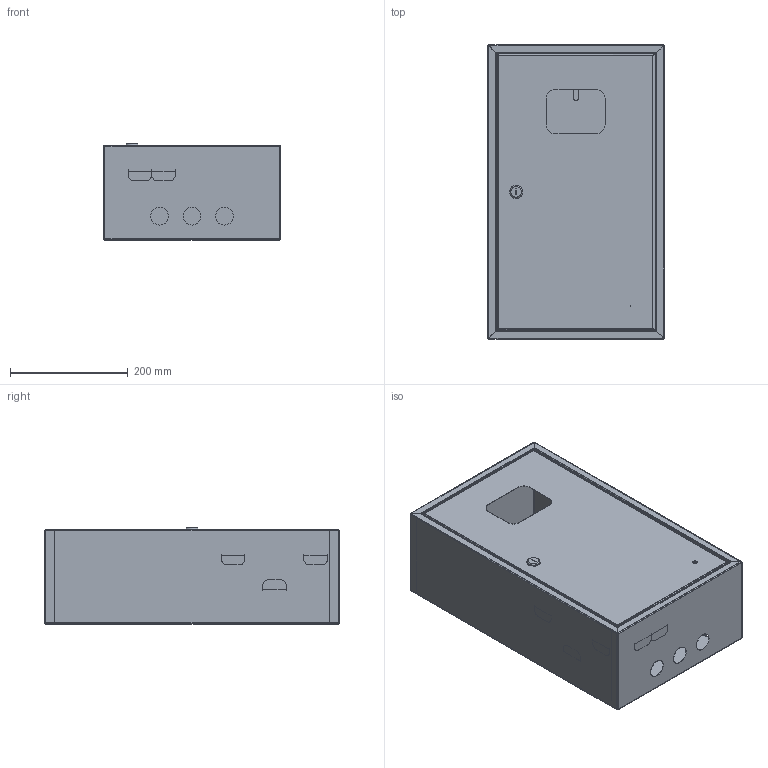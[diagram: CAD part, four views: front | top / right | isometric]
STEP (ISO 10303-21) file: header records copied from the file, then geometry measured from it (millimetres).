
FILE_DESCRIPTION (( 'STEP AP214' ), '1' );
FILE_NAME ('棞蚐 3-12 IP31 (500x300x160) EKF Basic.STEP', '2022-02-06T18:53:45', ( '' ), ( '' ), 'SwSTEP 2.0', 'SolidWorks 2021', '' );
FILE_SCHEMA (( 'AUTOMOTIVE_DESIGN' ));
Length unit declared in the file: millimetre
Products named in the file (25): ÌÈ-1716.01.01.001 Ñòåíêà ïðàâàÿ; 昈-1676.00.00.002 赶鎀鍧; Øïèëüêà Ì6õ12; ÌÈ-1716.01.02.000 ÑÁ Ñòåíêà ëåâàÿ â ñáîðå; pan head cross recess screw_din_ISO 7045 - M4 x 16 - Z --- 16N; ÌÈ-1716.04.00.001 Ïàíåëü ïðàâàÿ; ÌÈ-1716.02.00.000 ÑÁ Äâåðü â ñáîðå; hex flange nut_din_Hexagon Flange Nut DIN 6923 - M6 - N; 倘-1716.00.00.001 相礤朦 聍弪麒赅; ÌÈ-1716.01.00.000 ÑÁ Êîðïóñ â ñáîðå; Çàìîê ïî÷òîâûé; Êðîíøòåéí 40õ40; ÌÈ-1716.01.03.001 Ñòåíêà çàäíÿÿ; Çàêëåïêà ãàå÷íàÿ Ì4_Œ8; ÌÈ-1716.04.00.000 Ïàíåëü ïðàâàÿ â ñáîðå; ÌÈ-1716.01.01.000 ÑÁ Ñòåíêà ïðàâàÿ â ñáîðå; DIN-謥濋趌L=260; ÌÈ-1716.01.02.001 Ñòåíêà ëåâàÿ; cross ph tapping 968_din_Screw DIN 968-ST4.2x13-C-H-N; 棞蚐 3-12 IP31 (500x300x160) EKF Basic; Øïèëüêà ïðèâàðíàÿ Ì6õ20; ÌÈ-1716.03.00.000 Ïàíåëü ëåâàÿ â ñáîðå; ÌÈ-1716.01.03.000 ÑÁ Ñòåíêà çàäíÿÿ â ñáîðå; ÌÈ-1716.03.00.001 Ïàíåëü ëåâàÿ; ﾌﾈ-1716.02.00.001 ﾄ粢
Assembly tree (45 placements, depth 4):
  棞蚐 3-12 IP31 (500x300x160) EKF Basic
    ÌÈ-1716.01.00.000 ÑÁ Êîðïóñ â ñáîðå
      ÌÈ-1716.01.01.000 ÑÁ Ñòåíêà ïðàâàÿ â ñáîðå
        ÌÈ-1716.01.01.001 Ñòåíêà ïðàâàÿ
        Êðîíøòåéí 40õ40  x5
        Øïèëüêà Ì6õ12
      ÌÈ-1716.01.02.000 ÑÁ Ñòåíêà ëåâàÿ â ñáîðå
        ÌÈ-1716.01.02.001 Ñòåíêà ëåâàÿ
        Êðîíøòåéí 40õ40  x3
      ÌÈ-1716.01.03.000 ÑÁ Ñòåíêà çàäíÿÿ â ñáîðå
        ÌÈ-1716.01.03.001 Ñòåíêà çàäíÿÿ
        Øïèëüêà ïðèâàðíàÿ Ì6õ20  x2
    ÌÈ-1716.02.00.000 ÑÁ Äâåðü â ñáîðå
      ﾌﾈ-1716.02.00.001 ﾄ粢
      Çàêëåïêà ãàå÷íàÿ Ì4_Œ8  x2
      Øïèëüêà Ì6õ12
    hex flange nut_din_Hexagon Flange Nut DIN 6923 - M6 - N  x2
    pan head cross recess screw_din_ISO 7045 - M4 x 16 - Z --- 16N  x2
    DIN-謥濋趌L=260
    cross ph tapping 968_din_Screw DIN 968-ST4.2x13-C-H-N  x10
    ÌÈ-1716.03.00.000 Ïàíåëü ëåâàÿ â ñáîðå
      ÌÈ-1716.03.00.001 Ïàíåëü ëåâàÿ
    昈-1676.00.00.002 赶鎀鍧
    ÌÈ-1716.04.00.000 Ïàíåëü ïðàâàÿ â ñáîðå
      ÌÈ-1716.04.00.001 Ïàíåëü ïðàâàÿ
    倘-1716.00.00.001 相礤朦 聍弪麒赅
    Çàìîê ïî÷òîâûé
Bounding box: 300 x 500 x 163.6 mm (x, y, z)
Volume: 510758.6 mm3; surface area: 1567956.1 mm2
Topology: 38 solids, 38 shells, 1519 faces, 3767 edges, 2352 vertices
Faces by surface type: plane 810, cylinder 408, bspline 163, cone 94, sphere 24, torus 20
Entity records: 31740 total; most frequent: CARTESIAN_POINT 9880, ORIENTED_EDGE 4390, DIRECTION 4159, EDGE_CURVE 2195, VECTOR 1401, LINE 1401, AXIS2_PLACEMENT_3D 1379, VERTEX_POINT 1358
